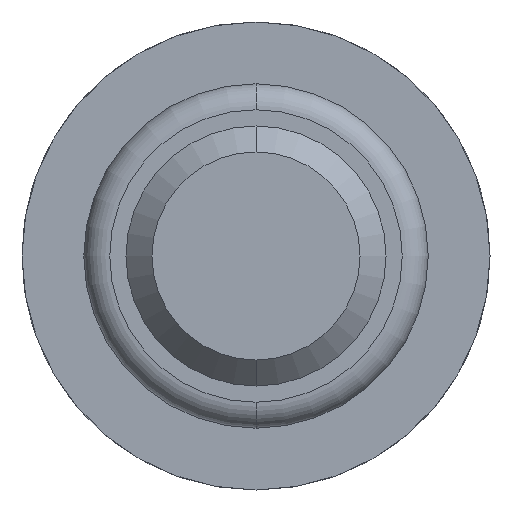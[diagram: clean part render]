
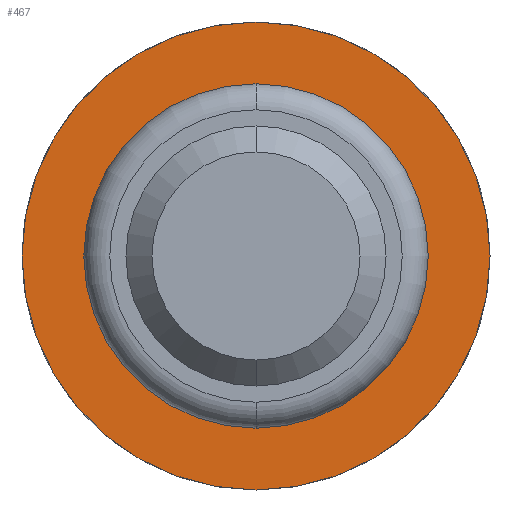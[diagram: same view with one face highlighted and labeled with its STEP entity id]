
A CAD part, front view. The second image highlights one B-rep face of the part: STEP entity #467.
In plain terms, the highlighted planar face has unit normal (0, -1, 0).
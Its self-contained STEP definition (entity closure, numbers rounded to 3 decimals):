
#22 = DIRECTION ( 'NONE',  ( 0., 1., 0. ) ) ;
#240 = DIRECTION ( 'NONE',  ( 0., 0., 1. ) ) ;
#467 = ADVANCED_FACE ( 'Defeature ausgef�hrt4_13', ( #3326, #527 ), #1084, .F. ) ;
#527 = FACE_BOUND ( 'NONE', #606, .T. ) ;
#574 = CARTESIAN_POINT ( 'NONE',  ( 0., -1.8, 0. ) ) ;
#577 = AXIS2_PLACEMENT_3D ( 'NONE', #625, #1607, #240 ) ;
#606 = EDGE_LOOP ( 'NONE', ( #3127, #2738 ) ) ;
#614 = VERTEX_POINT ( 'NONE', #2560 ) ;
#625 = CARTESIAN_POINT ( 'NONE',  ( 0., -1.8, 0. ) ) ;
#802 = EDGE_CURVE ( 'Defeature ausgef�hrt4_13+Defeature ausgef�hrt4_14+Defeature ausgef�hrt4_14+Defeature ausgef�hrt4_14', #3117, #1460, #3375, .T. ) ;
#852 = CIRCLE ( 'NONE', #2336, 1.8 ) ;
#867 = ORIENTED_EDGE ( 'NONE', *, *, #1203, .F. ) ;
#1048 = VERTEX_POINT ( 'NONE', #2084 ) ;
#1084 = PLANE ( 'NONE',  #1953 ) ;
#1099 = DIRECTION ( 'NONE',  ( 0., 0., 1. ) ) ;
#1203 = EDGE_CURVE ( 'Defeature ausgef�hrt4_12+Defeature ausgef�hrt4_13+Defeature ausgef�hrt4_13+Defeature ausgef�hrt4_13', #614, #1048, #852, .T. ) ;
#1265 = DIRECTION ( 'NONE',  ( 0., 0., 1. ) ) ;
#1430 = EDGE_CURVE ( 'Defeature ausgef�hrt4_13+Defeature ausgef�hrt4_14+Defeature ausgef�hrt4_14+Defeature ausgef�hrt4_14', #1460, #3117, #2816, .T. ) ;
#1460 = VERTEX_POINT ( 'NONE', #1970 ) ;
#1607 = DIRECTION ( 'NONE',  ( 0., 1., 0. ) ) ;
#1953 = AXIS2_PLACEMENT_3D ( 'NONE', #3180, #22, #2461 ) ;
#1970 = CARTESIAN_POINT ( 'NONE',  ( 0., -1.8, -1.325 ) ) ;
#2058 = CARTESIAN_POINT ( 'NONE',  ( 0., -1.8, 1.325 ) ) ;
#2084 = CARTESIAN_POINT ( 'NONE',  ( 0., -1.8, 1.8 ) ) ;
#2336 = AXIS2_PLACEMENT_3D ( 'NONE', #3946, #3207, #1099 ) ;
#2461 = DIRECTION ( 'NONE',  ( 0., 0., 1. ) ) ;
#2560 = CARTESIAN_POINT ( 'NONE',  ( 0., -1.8, -1.8 ) ) ;
#2738 = ORIENTED_EDGE ( 'NONE', *, *, #1430, .T. ) ;
#2816 = CIRCLE ( 'NONE', #2879, 1.325 ) ;
#2879 = AXIS2_PLACEMENT_3D ( 'NONE', #3376, #3010, #1265 ) ;
#2933 = EDGE_CURVE ( 'Defeature ausgef�hrt4_12+Defeature ausgef�hrt4_13+Defeature ausgef�hrt4_13+Defeature ausgef�hrt4_13', #1048, #614, #3745, .T. ) ;
#3010 = DIRECTION ( 'NONE',  ( 0., 1., 0. ) ) ;
#3013 = DIRECTION ( 'NONE',  ( 0., 1., 0. ) ) ;
#3117 = VERTEX_POINT ( 'NONE', #2058 ) ;
#3127 = ORIENTED_EDGE ( 'NONE', *, *, #802, .T. ) ;
#3154 = AXIS2_PLACEMENT_3D ( 'NONE', #574, #3013, #3381 ) ;
#3180 = CARTESIAN_POINT ( 'NONE',  ( 1.8, -1.8, 0. ) ) ;
#3207 = DIRECTION ( 'NONE',  ( 0., 1., 0. ) ) ;
#3326 = FACE_OUTER_BOUND ( 'NONE', #4224, .T. ) ;
#3335 = ORIENTED_EDGE ( 'NONE', *, *, #2933, .F. ) ;
#3375 = CIRCLE ( 'NONE', #3154, 1.325 ) ;
#3376 = CARTESIAN_POINT ( 'NONE',  ( 0., -1.8, 0. ) ) ;
#3381 = DIRECTION ( 'NONE',  ( 0., 0., 1. ) ) ;
#3745 = CIRCLE ( 'NONE', #577, 1.8 ) ;
#3946 = CARTESIAN_POINT ( 'NONE',  ( 0., -1.8, 0. ) ) ;
#4224 = EDGE_LOOP ( 'NONE', ( #3335, #867 ) ) ;
